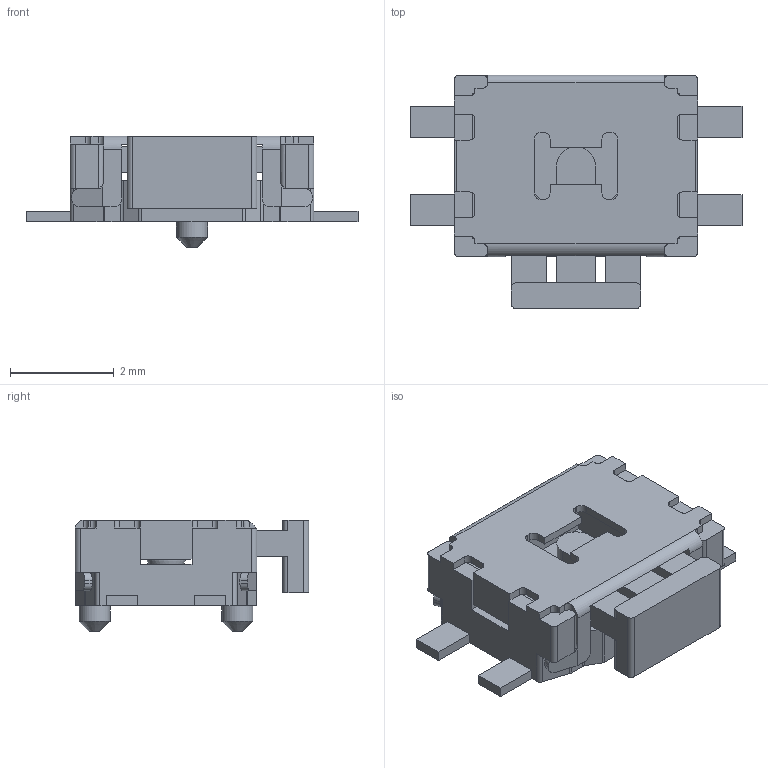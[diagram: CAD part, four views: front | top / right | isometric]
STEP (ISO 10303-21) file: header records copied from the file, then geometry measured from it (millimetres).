
FILE_DESCRIPTION(('FreeCAD Model'),'2;1');
FILE_NAME('PE-Switch Secure3D_MODELS_STP_FORMATTL1014BFxxxQG.stp.step','2019-12-15T17:09:32', ('kicad StepUp'),('ksu MCAD'),'Open CASCADE STEP processor 7.3', 'FreeCAD','Unknown');
FILE_SCHEMA(('AUTOMOTIVE_DESIGN { 1 0 10303 214 1 1 1 1 }'));
Length unit declared in the file: millimetre
Products named in the file (1): TL1014BFxxxQG.stp
Bounding box: 6.4 x 4.5 x 2.15 mm (x, y, z)
Volume: 23.9 mm3; surface area: 140.2 mm2
Topology: 1 solids, 1 shells, 277 faces, 858 edges, 555 vertices
Faces by surface type: plane 185, cylinder 89, cone 2, sphere 1
Full cylindrical faces by diameter (mm): 0.6 x2
Entity records: 9635 total; most frequent: CARTESIAN_POINT 1780, ORIENTED_EDGE 1716, DIRECTION 1601, EDGE_CURVE 858, LINE 643, VECTOR 643, VERTEX_POINT 555, AXIS2_PLACEMENT_3D 479
